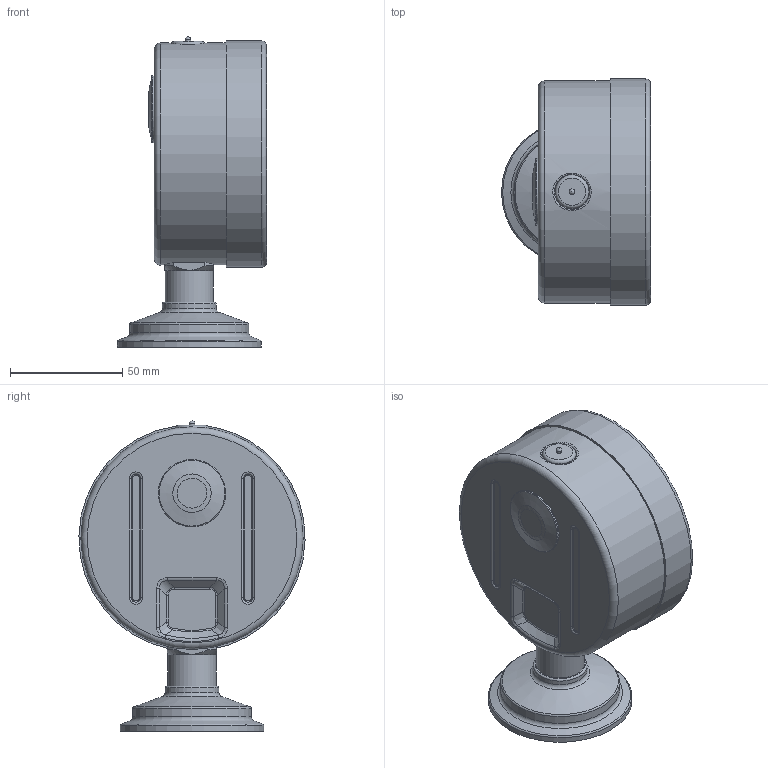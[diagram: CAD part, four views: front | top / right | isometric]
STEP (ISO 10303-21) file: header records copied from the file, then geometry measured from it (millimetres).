
FILE_DESCRIPTION(/* description */ (''),/* implementation_level */ '2;1');
FILE_NAME(/* name */ 'PF100CP_D402_889XX402.stp',/* time_stamp */ '2018-02-02T11:38:27+01:00',/* author */ ('acgl'),/* organization */ (''),/* preprocessor_version */ 'ST-DEVELOPER v15.6',/* originating_system */ 'Autodesk Inventor 2015',/* authorisation */ '');
FILE_SCHEMA (('AUTOMOTIVE_DESIGN { 1 0 10303 214 3 1 1 }'));
Length unit declared in the file: centimetre
Products named in the file (1): PF100CP_D402_889XX402
Bounding box: 66.39 x 100.78 x 138.2 mm (x, y, z)
Volume: 414512.1 mm3; surface area: 40549.4 mm2
Topology: 1 solids, 1 shells, 92 faces, 198 edges, 118 vertices
Faces by surface type: cylinder 29, torus 23, plane 19, bspline 13, cone 7, sphere 1
Full cylindrical faces by diameter (mm): 2.5 x1, 15 x1, 21.5 x1, 24 x1, 30 x1, 53 x1, 64 x1, 99 x1, 100.8 x1
Entity records: 2972 total; most frequent: CARTESIAN_POINT 969, DIRECTION 402, ORIENTED_EDGE 332, AXIS2_PLACEMENT_3D 182, EDGE_CURVE 166, EDGE_LOOP 131, VERTEX_POINT 115, CIRCLE 94
